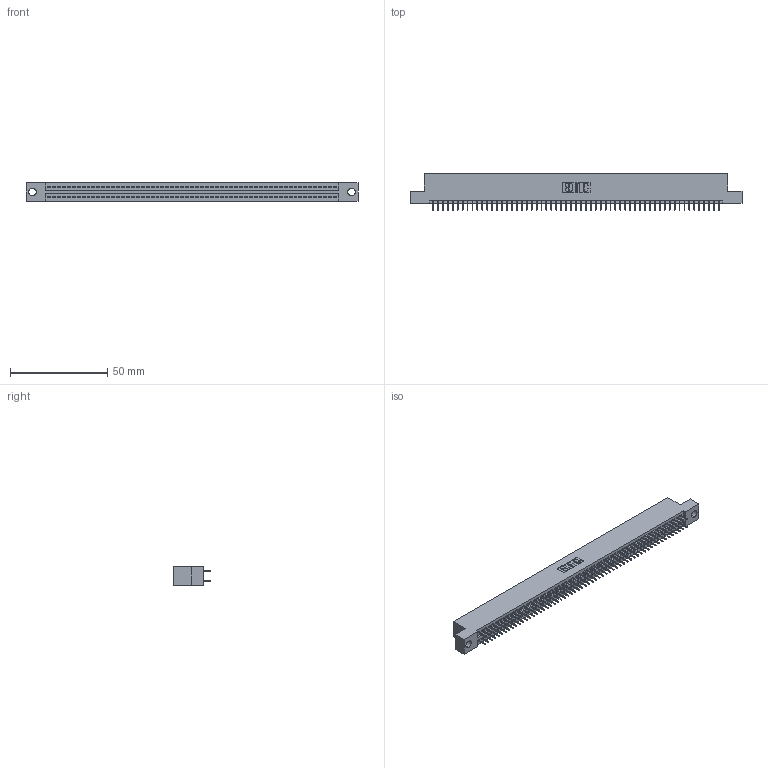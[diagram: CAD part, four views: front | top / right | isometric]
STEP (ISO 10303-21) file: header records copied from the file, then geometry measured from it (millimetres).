
FILE_DESCRIPTION (( 'STEP AP203' ), '1' );
FILE_NAME ('395-118-525-204.STEP', '2020-09-25T21:25:38', ( '' ), ( '' ), 'SwSTEP 2.0', 'SolidWorks 2020', '' );
FILE_SCHEMA (( 'CONFIG_CONTROL_DESIGN' ));
Length unit declared in the file: inch
Products named in the file (3): 345 Part_Flush Mounting Lugs - 0.156 Dia-TH; 345-292-001_345-293-125; 395-118-525-204
Assembly tree (119 placements, depth 2):
  395-118-525-204
    345 Part_Flush Mounting Lugs - 0.156 Dia-TH
    345-292-001_345-293-125  x118
Bounding box: 171.07 x 18.72 x 9.4 mm (x, y, z)
Volume: 16493.5 mm3; surface area: 23939.4 mm2
Topology: 119 solids, 119 shells, 6498 faces, 18395 edges, 11790 vertices
Faces by surface type: plane 4682, cylinder 1816
Entity records: 44081 total; most frequent: CARTESIAN_POINT 7372, ORIENTED_EDGE 7306, DIRECTION 6481, EDGE_CURVE 3653, VECTOR 3289, LINE 3289, VERTEX_POINT 2430, AXIS2_PLACEMENT_3D 1596
